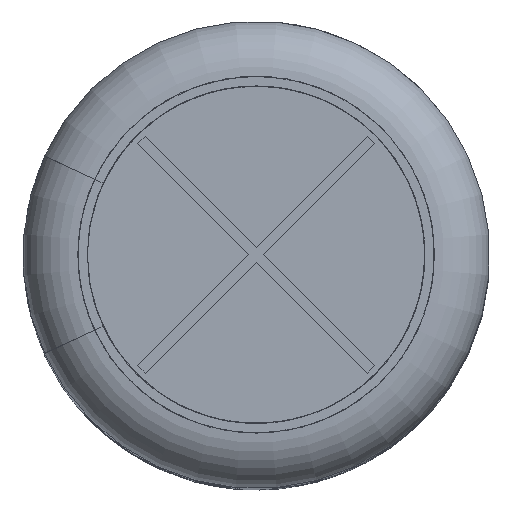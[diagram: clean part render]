
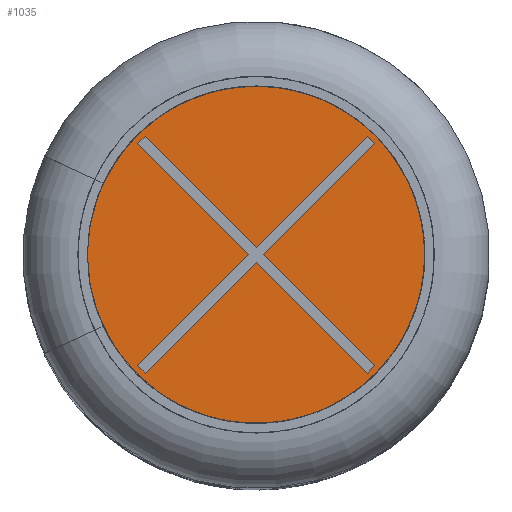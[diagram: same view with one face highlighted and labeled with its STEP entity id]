
A CAD part, top view. The second image highlights one B-rep face of the part: STEP entity #1035.
In plain terms, the highlighted planar face has unit normal (0, 0, 1).
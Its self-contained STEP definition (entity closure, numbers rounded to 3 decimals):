
#1035 = ADVANCED_FACE( '', ( #2410, #2411 ), #2412, .T. );
#2410 = FACE_OUTER_BOUND( '', #6748, .T. );
#2411 = FACE_BOUND( '', #6749, .T. );
#2412 = PLANE( '', #6750 );
#6748 = EDGE_LOOP( '', ( #12604 ) );
#6749 = EDGE_LOOP( '', ( #12605, #12606, #12607, #12608, #12609, #12610, #12611, #12612, #12613, #12614, #12615, #12616 ) );
#6750 = AXIS2_PLACEMENT_3D( '', #12617, #12618, #12619 );
#12604 = ORIENTED_EDGE( '', *, *, #15919, .F. );
#12605 = ORIENTED_EDGE( '', *, *, #15920, .T. );
#12606 = ORIENTED_EDGE( '', *, *, #15731, .T. );
#12607 = ORIENTED_EDGE( '', *, *, #15921, .T. );
#12608 = ORIENTED_EDGE( '', *, *, #15015, .T. );
#12609 = ORIENTED_EDGE( '', *, *, #15455, .T. );
#12610 = ORIENTED_EDGE( '', *, *, #15922, .T. );
#12611 = ORIENTED_EDGE( '', *, *, #15123, .T. );
#12612 = ORIENTED_EDGE( '', *, *, #15923, .T. );
#12613 = ORIENTED_EDGE( '', *, *, #15795, .T. );
#12614 = ORIENTED_EDGE( '', *, *, #15899, .T. );
#12615 = ORIENTED_EDGE( '', *, *, #15924, .T. );
#12616 = ORIENTED_EDGE( '', *, *, #15925, .T. );
#12617 = CARTESIAN_POINT( '', ( -3.054, 0., 19.78 ) );
#12618 = DIRECTION( '', ( 0., 0., 1. ) );
#12619 = DIRECTION( '', ( 1., 0., 0. ) );
#15015 = EDGE_CURVE( '', #17051, #17052, #17053, .T. );
#15123 = EDGE_CURVE( '', #17233, #17234, #17235, .T. );
#15455 = EDGE_CURVE( '', #17052, #17771, #17772, .T. );
#15731 = EDGE_CURVE( '', #18219, #18220, #18221, .T. );
#15795 = EDGE_CURVE( '', #18313, #18314, #18315, .T. );
#15899 = EDGE_CURVE( '', #18314, #18456, #18457, .T. );
#15919 = EDGE_CURVE( '', #18483, #18483, #18484, .T. );
#15920 = EDGE_CURVE( '', #18485, #18219, #18486, .T. );
#15921 = EDGE_CURVE( '', #18220, #17051, #18487, .T. );
#15922 = EDGE_CURVE( '', #17771, #17233, #18488, .T. );
#15923 = EDGE_CURVE( '', #17234, #18313, #18489, .T. );
#15924 = EDGE_CURVE( '', #18456, #18490, #18491, .T. );
#15925 = EDGE_CURVE( '', #18490, #18485, #18492, .T. );
#17051 = VERTEX_POINT( '', #20285 );
#17052 = VERTEX_POINT( '', #20286 );
#17053 = LINE( '', #20287, #20288 );
#17233 = VERTEX_POINT( '', #20733 );
#17234 = VERTEX_POINT( '', #20734 );
#17235 = LINE( '', #20735, #20736 );
#17771 = VERTEX_POINT( '', #22289 );
#17772 = LINE( '', #22290, #22291 );
#18219 = VERTEX_POINT( '', #23490 );
#18220 = VERTEX_POINT( '', #23491 );
#18221 = LINE( '', #23492, #23493 );
#18313 = VERTEX_POINT( '', #23759 );
#18314 = VERTEX_POINT( '', #23760 );
#18315 = LINE( '', #23761, #23762 );
#18456 = VERTEX_POINT( '', #24134 );
#18457 = LINE( '', #24135, #24136 );
#18483 = VERTEX_POINT( '', #24171 );
#18484 = CIRCLE( '', #24172, 3.054 );
#18485 = VERTEX_POINT( '', #24173 );
#18486 = LINE( '', #24174, #24175 );
#18487 = LINE( '', #24176, #24177 );
#18488 = LINE( '', #24178, #24179 );
#18489 = LINE( '', #24180, #24181 );
#18490 = VERTEX_POINT( '', #24182 );
#18491 = LINE( '', #24183, #24184 );
#18492 = LINE( '', #24185, #24186 );
#20285 = CARTESIAN_POINT( '', ( 1.9, 2.026, 19.78 ) );
#20286 = CARTESIAN_POINT( '', ( 2.026, 1.9, 19.78 ) );
#20287 = CARTESIAN_POINT( '', ( 2.026, 1.9, 19.78 ) );
#20288 = VECTOR( '', #25774, 1000. );
#20733 = CARTESIAN_POINT( '', ( 2.026, -1.9, 19.78 ) );
#20734 = CARTESIAN_POINT( '', ( 1.9, -2.026, 19.78 ) );
#20735 = CARTESIAN_POINT( '', ( 2.026, -1.9, 19.78 ) );
#20736 = VECTOR( '', #25877, 1000. );
#22289 = CARTESIAN_POINT( '', ( 0.126, 0., 19.78 ) );
#22290 = CARTESIAN_POINT( '', ( 0.126, 0., 19.78 ) );
#22291 = VECTOR( '', #26174, 1000. );
#23490 = CARTESIAN_POINT( '', ( -1.9, 2.026, 19.78 ) );
#23491 = CARTESIAN_POINT( '', ( 0., 0.126, 19.78 ) );
#23492 = CARTESIAN_POINT( '', ( 0., 0.126, 19.78 ) );
#23493 = VECTOR( '', #26500, 1000. );
#23759 = CARTESIAN_POINT( '', ( 0., -0.126, 19.78 ) );
#23760 = CARTESIAN_POINT( '', ( -1.9, -2.026, 19.78 ) );
#23761 = CARTESIAN_POINT( '', ( 0., -0.126, 19.78 ) );
#23762 = VECTOR( '', #26535, 1000. );
#24134 = CARTESIAN_POINT( '', ( -2.026, -1.9, 19.78 ) );
#24135 = CARTESIAN_POINT( '', ( -1.9, -2.026, 19.78 ) );
#24136 = VECTOR( '', #26619, 1000. );
#24171 = CARTESIAN_POINT( '', ( -3.054, 0., 19.78 ) );
#24172 = AXIS2_PLACEMENT_3D( '', #26638, #26639, #26640 );
#24173 = CARTESIAN_POINT( '', ( -2.026, 1.9, 19.78 ) );
#24174 = CARTESIAN_POINT( '', ( -1.9, 2.026, 19.78 ) );
#24175 = VECTOR( '', #26641, 1000. );
#24176 = CARTESIAN_POINT( '', ( 0., 0.126, 19.78 ) );
#24177 = VECTOR( '', #26642, 1000. );
#24178 = CARTESIAN_POINT( '', ( 0.126, 0., 19.78 ) );
#24179 = VECTOR( '', #26643, 1000. );
#24180 = CARTESIAN_POINT( '', ( 0., -0.126, 19.78 ) );
#24181 = VECTOR( '', #26644, 1000. );
#24182 = CARTESIAN_POINT( '', ( -0.126, 0., 19.78 ) );
#24183 = CARTESIAN_POINT( '', ( -0.126, 0., 19.78 ) );
#24184 = VECTOR( '', #26645, 1000. );
#24185 = CARTESIAN_POINT( '', ( -0.126, 0., 19.78 ) );
#24186 = VECTOR( '', #26646, 1000. );
#25774 = DIRECTION( '', ( 0.707, -0.707, 0. ) );
#25877 = DIRECTION( '', ( -0.707, -0.707, 0. ) );
#26174 = DIRECTION( '', ( -0.707, -0.707, 0. ) );
#26500 = DIRECTION( '', ( 0.707, -0.707, 0. ) );
#26535 = DIRECTION( '', ( -0.707, -0.707, 0. ) );
#26619 = DIRECTION( '', ( -0.707, 0.707, 0. ) );
#26638 = CARTESIAN_POINT( '', ( 0., 0., 19.78 ) );
#26639 = DIRECTION( '', ( 0., 0., -1. ) );
#26640 = DIRECTION( '', ( -1., 0., 0. ) );
#26641 = DIRECTION( '', ( 0.707, 0.707, 0. ) );
#26642 = DIRECTION( '', ( 0.707, 0.707, 0. ) );
#26643 = DIRECTION( '', ( 0.707, -0.707, 0. ) );
#26644 = DIRECTION( '', ( -0.707, 0.707, 0. ) );
#26645 = DIRECTION( '', ( 0.707, 0.707, 0. ) );
#26646 = DIRECTION( '', ( -0.707, 0.707, 0. ) );
